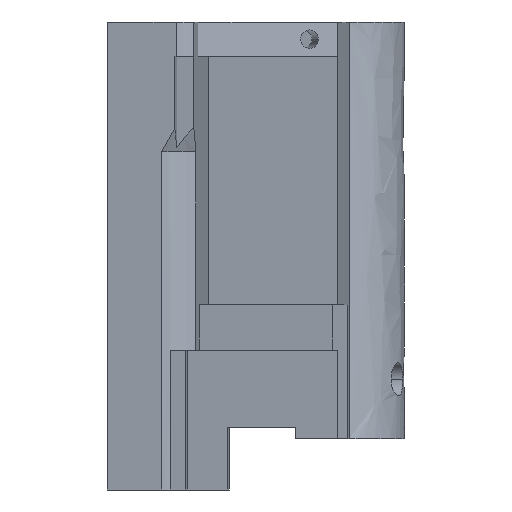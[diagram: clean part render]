
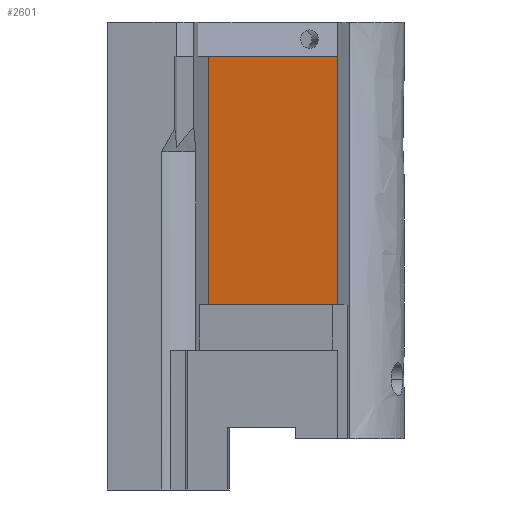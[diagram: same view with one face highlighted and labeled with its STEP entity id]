
A CAD part, left-side view. The second image highlights one B-rep face of the part: STEP entity #2601.
In plain terms, the highlighted planar face has unit normal (-0.983, 0.182, 0).
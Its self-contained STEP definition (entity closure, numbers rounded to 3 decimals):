
#258 = CARTESIAN_POINT ( 'NONE',  ( -65.099, 10.283, -57.391 ) ) ;
#262 = VERTEX_POINT ( 'NONE', #2974 ) ;
#263 = ORIENTED_EDGE ( 'NONE', *, *, #1542, .F. ) ;
#427 = FACE_OUTER_BOUND ( 'NONE', #3228, .T. ) ;
#476 = AXIS2_PLACEMENT_3D ( 'NONE', #1666, #1677, #896 ) ;
#601 = ORIENTED_EDGE ( 'NONE', *, *, #3126, .T. ) ;
#604 = DIRECTION ( 'NONE',  ( -0.182, -0.983, 0. ) ) ;
#608 = CARTESIAN_POINT ( 'NONE',  ( -65.099, 10.283, -57.391 ) ) ;
#786 = LINE ( 'NONE', #2654, #2253 ) ;
#896 = DIRECTION ( 'NONE',  ( -0.182, -0.983, 0. ) ) ;
#1111 = VECTOR ( 'NONE', #2979, 1000. ) ;
#1164 = PLANE ( 'NONE',  #476 ) ;
#1542 = EDGE_CURVE ( 'NONE', #2284, #2187, #1718, .T. ) ;
#1666 = CARTESIAN_POINT ( 'NONE',  ( -65.696, 7.063, -63.891 ) ) ;
#1677 = DIRECTION ( 'NONE',  ( -0.983, 0.182, 0. ) ) ;
#1718 = LINE ( 'NONE', #608, #1111 ) ;
#1757 = CARTESIAN_POINT ( 'NONE',  ( -69.292, -12.331, -57.391 ) ) ;
#1807 = ORIENTED_EDGE ( 'NONE', *, *, #2053, .F. ) ;
#1817 = VERTEX_POINT ( 'NONE', #2302 ) ;
#1873 = DIRECTION ( 'NONE',  ( 0., 0., 1. ) ) ;
#2053 = EDGE_CURVE ( 'NONE', #2187, #1817, #2212, .T. ) ;
#2118 = CARTESIAN_POINT ( 'NONE',  ( -65.099, 10.283, -63.891 ) ) ;
#2187 = VERTEX_POINT ( 'NONE', #258 ) ;
#2205 = LINE ( 'NONE', #3084, #2881 ) ;
#2212 = LINE ( 'NONE', #2118, #3173 ) ;
#2253 = VECTOR ( 'NONE', #604, 1000. ) ;
#2284 = VERTEX_POINT ( 'NONE', #1757 ) ;
#2302 = CARTESIAN_POINT ( 'NONE',  ( -65.099, 10.283, -13.891 ) ) ;
#2351 = ORIENTED_EDGE ( 'NONE', *, *, #2460, .F. ) ;
#2460 = EDGE_CURVE ( 'NONE', #1817, #262, #786, .T. ) ;
#2601 = ADVANCED_FACE ( 'NONE', ( #427 ), #1164, .T. ) ;
#2654 = CARTESIAN_POINT ( 'NONE',  ( -65.696, 7.063, -13.891 ) ) ;
#2881 = VECTOR ( 'NONE', #3022, 1000. ) ;
#2974 = CARTESIAN_POINT ( 'NONE',  ( -69.292, -12.331, -13.891 ) ) ;
#2979 = DIRECTION ( 'NONE',  ( 0.182, 0.983, 0. ) ) ;
#3022 = DIRECTION ( 'NONE',  ( 0., 0., 1. ) ) ;
#3084 = CARTESIAN_POINT ( 'NONE',  ( -69.292, -12.331, -63.891 ) ) ;
#3126 = EDGE_CURVE ( 'NONE', #2284, #262, #2205, .T. ) ;
#3173 = VECTOR ( 'NONE', #1873, 1000. ) ;
#3228 = EDGE_LOOP ( 'NONE', ( #263, #601, #2351, #1807 ) ) ;
